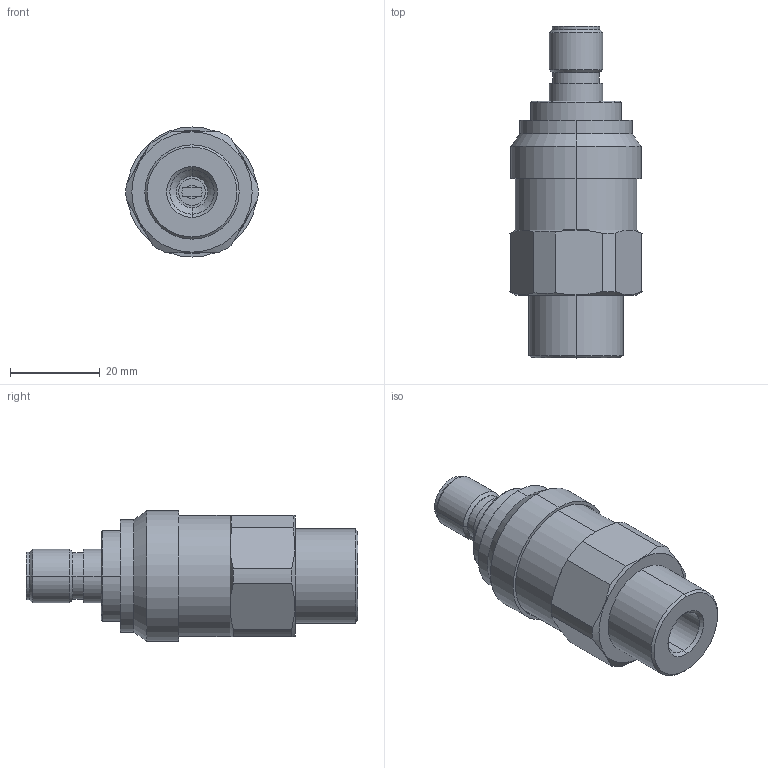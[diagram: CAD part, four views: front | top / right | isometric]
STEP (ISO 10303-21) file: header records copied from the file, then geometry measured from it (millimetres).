
FILE_DESCRIPTION (( 'STEP AP214' ), '1' );
FILE_NAME ('828X.XX.XX.24.35.STEP', '2017-07-03T13:47:45', ( 'upgadmin' ), ( 'Hewlett-Packard Company' ), 'SwSTEP 2.0', 'SolidWorks 2016', '' );
FILE_SCHEMA (( 'AUTOMOTIVE_DESIGN' ));
Length unit declared in the file: millimetre
Products named in the file (7): M12x1; 24_C30068; Bördelmutter_C24031; 828X.XX.XX.24.35; Bördelmutter
Assembly tree (3 placements, depth 2):
  M12x1
  828X.XX.XX.24.35
    24_C30068
    Bördelmutter_C24031
    M12x1
  24_C30068
  Bördelmutter
Bounding box: 29.48 x 74 x 29 mm (x, y, z)
Volume: 29577.8 mm3; surface area: 11038.8 mm2
Topology: 4 solids, 4 shells, 170 faces, 366 edges, 219 vertices
Faces by surface type: cylinder 66, plane 40, cone 36, torus 28
Entity records: 6045 total; most frequent: CARTESIAN_POINT 920, DIRECTION 906, ORIENTED_EDGE 728, AXIS2_PLACEMENT_3D 391, EDGE_CURVE 364, VERTEX_POINT 219, CIRCLE 214, EDGE_LOOP 193
